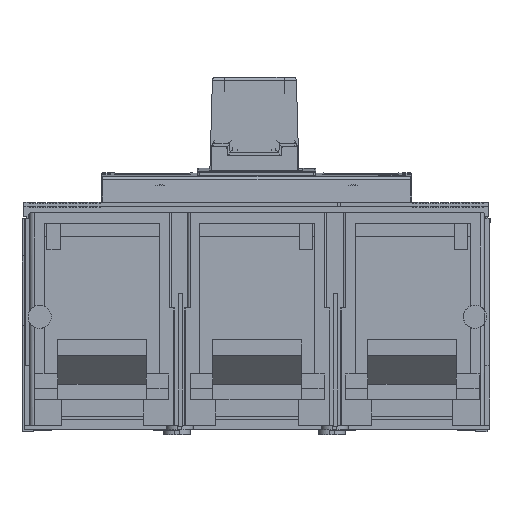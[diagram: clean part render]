
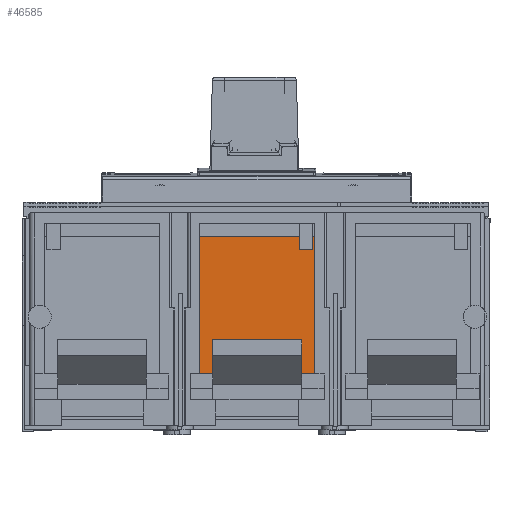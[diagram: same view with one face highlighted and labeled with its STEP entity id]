
A CAD part, front view. The second image highlights one B-rep face of the part: STEP entity #46585.
In plain terms, the highlighted planar face has unit normal (0, -1, 0).
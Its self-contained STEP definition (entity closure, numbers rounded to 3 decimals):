
#214 = CARTESIAN_POINT ( 'NONE',  ( 2.671, -93.899, -58.325 ) ) ;
#345 = CARTESIAN_POINT ( 'NONE',  ( -1.625, -93.899, -57.036 ) ) ;
#1339 = VECTOR ( 'NONE', #104380, 1000. ) ;
#1379 = LINE ( 'NONE', #43458, #66168 ) ;
#7024 = CIRCLE ( 'NONE', #121990, 4. ) ;
#12424 = DIRECTION ( 'NONE',  ( 0., 0., 1. ) ) ;
#12565 = CARTESIAN_POINT ( 'NONE',  ( -1.028, -93.899, -55.867 ) ) ;
#13005 = DIRECTION ( 'NONE',  ( 1., 0., 0. ) ) ;
#13034 = EDGE_CURVE ( 'NONE', #49533, #19991, #151923, .T. ) ;
#13290 = EDGE_CURVE ( 'NONE', #138568, #119315, #94775, .T. ) ;
#16128 = LINE ( 'NONE', #34501, #44756 ) ;
#19948 = VERTEX_POINT ( 'NONE', #51858 ) ;
#19991 = VERTEX_POINT ( 'NONE', #50972 ) ;
#20053 = ORIENTED_EDGE ( 'NONE', *, *, #101455, .T. ) ;
#21942 = EDGE_LOOP ( 'NONE', ( #59148, #84859, #121622, #50007, #110292, #52507, #69691, #121396, #20053, #128047 ) ) ;
#24337 = CARTESIAN_POINT ( 'NONE',  ( -1.829, -93.899, -58.06 ) ) ;
#24467 = VECTOR ( 'NONE', #121175, 1000. ) ;
#24864 = CARTESIAN_POINT ( 'NONE',  ( 0.156, -93.899, -54.83 ) ) ;
#25312 = CARTESIAN_POINT ( 'NONE',  ( 42.421, -93.899, -70.025 ) ) ;
#28030 = LINE ( 'NONE', #48292, #88994 ) ;
#28562 = CARTESIAN_POINT ( 'NONE',  ( 28.421, -93.899, -8.025 ) ) ;
#30358 = EDGE_CURVE ( 'NONE', #52265, #49533, #16128, .T. ) ;
#33533 = LINE ( 'NONE', #25312, #90654 ) ;
#33786 = DIRECTION ( 'NONE',  ( 0., 0., 1. ) ) ;
#34501 = CARTESIAN_POINT ( 'NONE',  ( 28.421, -93.899, -6.625 ) ) ;
#35266 = EDGE_CURVE ( 'NONE', #19991, #141987, #69640, .T. ) ;
#37309 = VECTOR ( 'NONE', #125051, 1000. ) ;
#39272 = CARTESIAN_POINT ( 'NONE',  ( 1.134, -93.899, -54.453 ) ) ;
#41984 = B_SPLINE_CURVE_WITH_KNOTS ( 'NONE', 3,
 ( #72775, #24337, #146325, #73311, #345, #85551, #12565, #97828, #24864, #112180, #39272, #124507, #51541, #136696 ),
 .UNSPECIFIED., .F., .F.,
 ( 4, 2, 2, 2, 2, 2, 4 ),
 ( 0., 0.125, 0.25, 0.5, 0.75, 0.875, 1. ),
 .UNSPECIFIED. ) ;
#43458 = CARTESIAN_POINT ( 'NONE',  ( 42.421, -93.899, -70.025 ) ) ;
#44756 = VECTOR ( 'NONE', #33786, 1000. ) ;
#45340 = CARTESIAN_POINT ( 'NONE',  ( -23.579, -93.899, -70.025 ) ) ;
#46585 = ADVANCED_FACE ( 'NONE', ( #86932 ), #79027, .T. ) ;
#48292 = CARTESIAN_POINT ( 'NONE',  ( 6.671, -93.899, -38.475 ) ) ;
#49282 = CARTESIAN_POINT ( 'NONE',  ( -1.829, -93.899, -38.475 ) ) ;
#49466 = EDGE_CURVE ( 'NONE', #68443, #50634, #152124, .T. ) ;
#49533 = VERTEX_POINT ( 'NONE', #28562 ) ;
#49661 = EDGE_CURVE ( 'NONE', #141987, #68443, #1379, .T. ) ;
#50007 = ORIENTED_EDGE ( 'NONE', *, *, #49466, .T. ) ;
#50634 = VERTEX_POINT ( 'NONE', #109205 ) ;
#50972 = CARTESIAN_POINT ( 'NONE',  ( -23.579, -93.899, -8.025 ) ) ;
#51541 = CARTESIAN_POINT ( 'NONE',  ( 1.907, -93.899, -54.325 ) ) ;
#51858 = CARTESIAN_POINT ( 'NONE',  ( 6.671, -93.899, -58.325 ) ) ;
#52265 = VERTEX_POINT ( 'NONE', #109669 ) ;
#52507 = ORIENTED_EDGE ( 'NONE', *, *, #13290, .T. ) ;
#54931 = VECTOR ( 'NONE', #61487, 1000. ) ;
#55052 = CARTESIAN_POINT ( 'NONE',  ( 32.421, -93.899, -6.625 ) ) ;
#59148 = ORIENTED_EDGE ( 'NONE', *, *, #13034, .T. ) ;
#61487 = DIRECTION ( 'NONE',  ( 0., 0., 1. ) ) ;
#66168 = VECTOR ( 'NONE', #103083, 1000. ) ;
#66515 = VERTEX_POINT ( 'NONE', #78819 ) ;
#67231 = DIRECTION ( 'NONE',  ( -1., 0., 0. ) ) ;
#68443 = VERTEX_POINT ( 'NONE', #75161 ) ;
#69640 = LINE ( 'NONE', #127711, #37309 ) ;
#69691 = ORIENTED_EDGE ( 'NONE', *, *, #129340, .T. ) ;
#72775 = CARTESIAN_POINT ( 'NONE',  ( -1.829, -93.899, -58.325 ) ) ;
#73311 = CARTESIAN_POINT ( 'NONE',  ( -1.701, -93.899, -57.287 ) ) ;
#75161 = CARTESIAN_POINT ( 'NONE',  ( -1.829, -93.899, -70.025 ) ) ;
#78819 = CARTESIAN_POINT ( 'NONE',  ( 6.671, -93.899, -70.025 ) ) ;
#79027 = PLANE ( 'NONE',  #106841 ) ;
#80851 = CARTESIAN_POINT ( 'NONE',  ( 2.171, -93.899, -54.325 ) ) ;
#84721 = EDGE_CURVE ( 'NONE', #19948, #66515, #28030, .T. ) ;
#84859 = ORIENTED_EDGE ( 'NONE', *, *, #35266, .T. ) ;
#85426 = DIRECTION ( 'NONE',  ( 0., 1., 0. ) ) ;
#85551 = CARTESIAN_POINT ( 'NONE',  ( -1.324, -93.899, -56.309 ) ) ;
#86932 = FACE_OUTER_BOUND ( 'NONE', #21942, .T. ) ;
#88994 = VECTOR ( 'NONE', #145774, 1000. ) ;
#90654 = VECTOR ( 'NONE', #13005, 1000. ) ;
#94775 = LINE ( 'NONE', #102764, #1339 ) ;
#97828 = CARTESIAN_POINT ( 'NONE',  ( -0.287, -93.899, -55.125 ) ) ;
#101455 = EDGE_CURVE ( 'NONE', #66515, #52265, #33533, .T. ) ;
#102764 = CARTESIAN_POINT ( 'NONE',  ( 2.421, -93.899, -54.325 ) ) ;
#103083 = DIRECTION ( 'NONE',  ( 1., 0., 0. ) ) ;
#104380 = DIRECTION ( 'NONE',  ( 1., 0., 0. ) ) ;
#106841 = AXIS2_PLACEMENT_3D ( 'NONE', #55052, #140277, #67231 ) ;
#109205 = CARTESIAN_POINT ( 'NONE',  ( -1.829, -93.899, -58.325 ) ) ;
#109669 = CARTESIAN_POINT ( 'NONE',  ( 28.421, -93.899, -70.025 ) ) ;
#110292 = ORIENTED_EDGE ( 'NONE', *, *, #128903, .T. ) ;
#112180 = CARTESIAN_POINT ( 'NONE',  ( 0.883, -93.899, -54.529 ) ) ;
#119315 = VERTEX_POINT ( 'NONE', #150115 ) ;
#121175 = DIRECTION ( 'NONE',  ( -1., 0., 0. ) ) ;
#121396 = ORIENTED_EDGE ( 'NONE', *, *, #84721, .T. ) ;
#121622 = ORIENTED_EDGE ( 'NONE', *, *, #49661, .T. ) ;
#121892 = CARTESIAN_POINT ( 'NONE',  ( 2.421, -93.899, -8.025 ) ) ;
#121990 = AXIS2_PLACEMENT_3D ( 'NONE', #214, #85426, #12424 ) ;
#124507 = CARTESIAN_POINT ( 'NONE',  ( 1.648, -93.899, -54.35 ) ) ;
#125051 = DIRECTION ( 'NONE',  ( 0., 0., -1. ) ) ;
#127711 = CARTESIAN_POINT ( 'NONE',  ( -23.579, -93.899, -6.625 ) ) ;
#128047 = ORIENTED_EDGE ( 'NONE', *, *, #30358, .T. ) ;
#128903 = EDGE_CURVE ( 'NONE', #50634, #138568, #41984, .T. ) ;
#129340 = EDGE_CURVE ( 'NONE', #119315, #19948, #7024, .T. ) ;
#136696 = CARTESIAN_POINT ( 'NONE',  ( 2.171, -93.899, -54.325 ) ) ;
#138568 = VERTEX_POINT ( 'NONE', #80851 ) ;
#140277 = DIRECTION ( 'NONE',  ( 0., -1., 0. ) ) ;
#141987 = VERTEX_POINT ( 'NONE', #45340 ) ;
#145774 = DIRECTION ( 'NONE',  ( 0., 0., -1. ) ) ;
#146325 = CARTESIAN_POINT ( 'NONE',  ( -1.803, -93.899, -57.801 ) ) ;
#150115 = CARTESIAN_POINT ( 'NONE',  ( 2.671, -93.899, -54.325 ) ) ;
#151923 = LINE ( 'NONE', #121892, #24467 ) ;
#152124 = LINE ( 'NONE', #49282, #54931 ) ;
